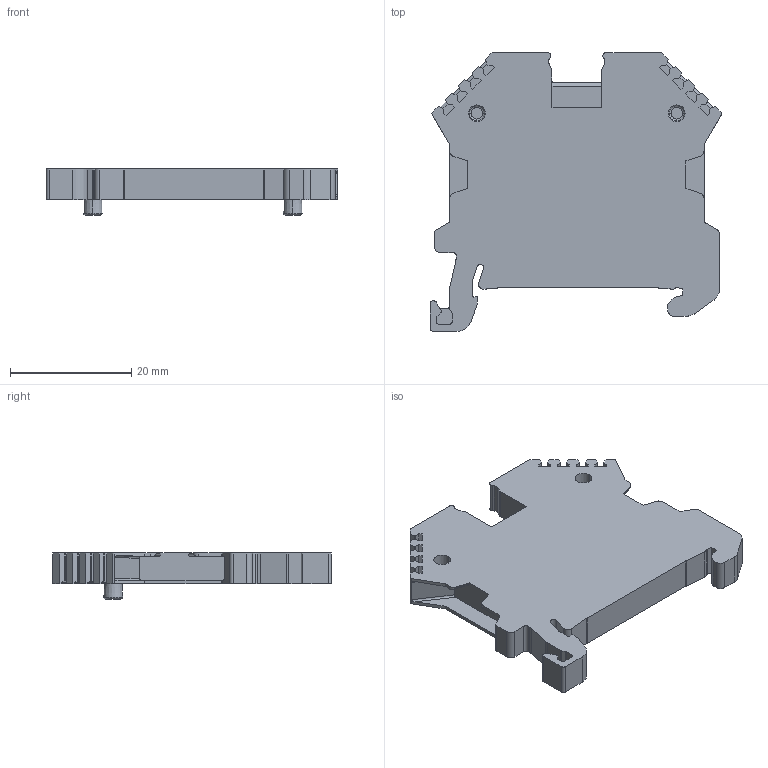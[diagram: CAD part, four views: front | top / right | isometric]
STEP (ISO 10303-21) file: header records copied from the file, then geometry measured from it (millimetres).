
FILE_DESCRIPTION((''),'2;1');
FILE_NAME('17102_2_SRK25_2A_Z_iso','2010-05-18T',('Stollb'),(''),'PRO/ENGINEER BY PARAMETRIC TECHNOLOGY CORPORATION, 2007390','PRO/ENGINEER BY PARAMETRIC TECHNOLOGY CORPORATION, 2007390','');
FILE_SCHEMA(('CONFIG_CONTROL_DESIGN'));
Length unit declared in the file: millimetre
Products named in the file (1): SRK25ZISO_2A_STEP
Bounding box: 48.12 x 46 x 7.6 mm (x, y, z)
Volume: 7675.1 mm3; surface area: 4987.7 mm2
Topology: 1 solids, 1 shells, 301 faces, 849 edges, 558 vertices
Faces by surface type: plane 194, cylinder 83, cone 12, torus 12
Entity records: 9850 total; most frequent: CARTESIAN_POINT 1937, ORIENTED_EDGE 1698, DIRECTION 1581, EDGE_CURVE 849, VECTOR 643, LINE 643, VERTEX_POINT 558, AXIS2_PLACEMENT_3D 469
